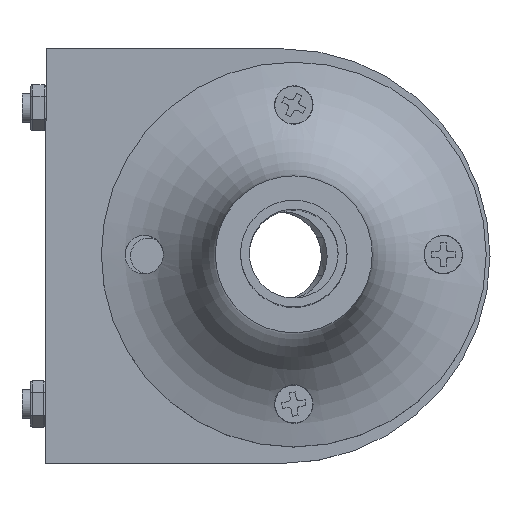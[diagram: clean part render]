
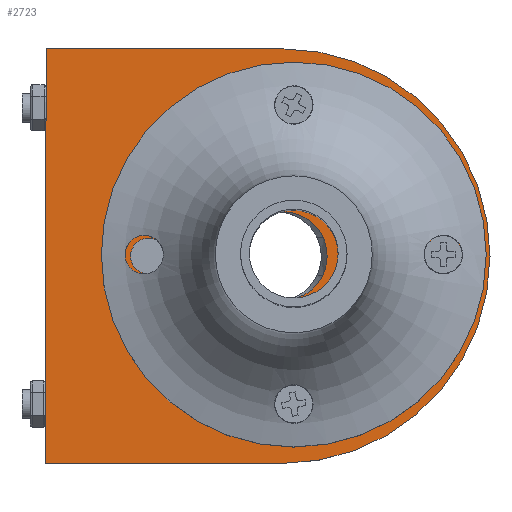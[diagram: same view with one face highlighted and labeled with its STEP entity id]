
A CAD part, top view. The second image highlights one B-rep face of the part: STEP entity #2723.
In plain terms, the highlighted face is planar.
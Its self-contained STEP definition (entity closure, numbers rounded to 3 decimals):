
#1801=CARTESIAN_POINT('',(14.314,-35.0,0.0));
#1802=VERTEX_POINT('',#1801);
#1803=CARTESIAN_POINT('',(17.314,-35.0,0.0));
#1804=DIRECTION('',(0.0,0.0,1.0));
#1805=DIRECTION('',(1.0,0.0,0.0));
#1806=AXIS2_PLACEMENT_3D('',#1803,#1804,#1805);
#1807=CIRCLE('',#1806,3.0);
#1808=EDGE_CURVE('',#1802,#1802,#1807,.T.);
#1849=CARTESIAN_POINT('',(32.5,-35.0,0.0));
#1850=VERTEX_POINT('',#1849);
#1851=CARTESIAN_POINT('',(40.,-35.0,0.0));
#1852=DIRECTION('',(0.0,0.0,1.0));
#1853=DIRECTION('',(1.0,0.0,0.0));
#1854=AXIS2_PLACEMENT_3D('',#1851,#1852,#1853);
#1855=CIRCLE('',#1854,7.5);
#1856=EDGE_CURVE('',#1850,#1850,#1855,.T.);
#2478=CARTESIAN_POINT('',(44.891,-59.998,0.0));
#2479=VERTEX_POINT('',#2478);
#2480=CARTESIAN_POINT('',(41.891,-59.998,0.0));
#2481=DIRECTION('',(0.0,0.0,1.0));
#2482=DIRECTION('',(-1.0,0.0,0.0));
#2483=AXIS2_PLACEMENT_3D('',#2480,#2481,#2482);
#2484=CIRCLE('',#2483,3.);
#2485=EDGE_CURVE('',#2479,#2479,#2484,.T.);
#2498=CARTESIAN_POINT('',(44.891,-10.,0.0));
#2499=VERTEX_POINT('',#2498);
#2500=CARTESIAN_POINT('',(41.891,-10.,0.0));
#2501=DIRECTION('',(0.0,0.0,1.0));
#2502=DIRECTION('',(-1.0,0.0,0.0));
#2503=AXIS2_PLACEMENT_3D('',#2500,#2501,#2502);
#2504=CIRCLE('',#2503,3.);
#2505=EDGE_CURVE('',#2499,#2499,#2504,.T.);
#2518=CARTESIAN_POINT('',(70.,-35.,0.0));
#2519=VERTEX_POINT('',#2518);
#2520=CARTESIAN_POINT('',(67.,-35.,0.0));
#2521=DIRECTION('',(0.0,0.0,1.0));
#2522=DIRECTION('',(-1.0,0.0,0.0));
#2523=AXIS2_PLACEMENT_3D('',#2520,#2521,#2522);
#2524=CIRCLE('',#2523,3.);
#2525=EDGE_CURVE('',#2519,#2519,#2524,.T.);
#2600=CARTESIAN_POINT('',(0.0,0.0,0.0));
#2601=VERTEX_POINT('',#2600);
#2608=CARTESIAN_POINT('',(0.0,-70.0,0.0));
#2609=VERTEX_POINT('',#2608);
#2610=CARTESIAN_POINT('',(0.0,0.0,0.0));
#2611=DIRECTION('',(0.0,-1.0,0.0));
#2612=VECTOR('',#2611,70.0);
#2613=LINE('',#2610,#2612);
#2614=EDGE_CURVE('',#2601,#2609,#2613,.T.);
#2636=CARTESIAN_POINT('',(40.,0.0,0.0));
#2637=VERTEX_POINT('',#2636);
#2644=CARTESIAN_POINT('',(40.,0.0,0.0));
#2645=DIRECTION('',(-1.0,0.0,0.0));
#2646=VECTOR('',#2645,40.);
#2647=LINE('',#2644,#2646);
#2648=EDGE_CURVE('',#2637,#2601,#2647,.T.);
#2660=CARTESIAN_POINT('',(40.,-70.,0.0));
#2661=VERTEX_POINT('',#2660);
#2668=CARTESIAN_POINT('',(40.,-35.0,0.0));
#2669=DIRECTION('',(0.0,0.0,1.0));
#2670=DIRECTION('',(0.0,-1.0,0.0));
#2671=AXIS2_PLACEMENT_3D('',#2668,#2669,#2670);
#2672=CIRCLE('',#2671,35.0);
#2673=EDGE_CURVE('',#2661,#2637,#2672,.T.);
#2686=CARTESIAN_POINT('',(0.0,-70.0,0.0));
#2687=DIRECTION('',(1.0,0.0,0.0));
#2688=VECTOR('',#2687,40.);
#2689=LINE('',#2686,#2688);
#2690=EDGE_CURVE('',#2609,#2661,#2689,.T.);
#2697=CARTESIAN_POINT('',(32.297,-35.,0.0));
#2698=DIRECTION('',(0.0,0.0,1.0));
#2699=DIRECTION('',(1.0,0.0,0.0));
#2700=AXIS2_PLACEMENT_3D('',#2697,#2698,#2699);
#2701=PLANE('',#2700);
#2702=ORIENTED_EDGE('',*,*,#2614,.F.);
#2703=ORIENTED_EDGE('',*,*,#2648,.F.);
#2704=ORIENTED_EDGE('',*,*,#2673,.F.);
#2705=ORIENTED_EDGE('',*,*,#2690,.F.);
#2706=EDGE_LOOP('',(#2702,#2703,#2704,#2705));
#2707=FACE_OUTER_BOUND('',#2706,.T.);
#2708=ORIENTED_EDGE('',*,*,#1808,.T.);
#2709=EDGE_LOOP('',(#2708));
#2710=FACE_BOUND('',#2709,.T.);
#2711=ORIENTED_EDGE('',*,*,#1856,.T.);
#2712=EDGE_LOOP('',(#2711));
#2713=FACE_BOUND('',#2712,.T.);
#2714=ORIENTED_EDGE('',*,*,#2485,.T.);
#2715=EDGE_LOOP('',(#2714));
#2716=FACE_BOUND('',#2715,.T.);
#2717=ORIENTED_EDGE('',*,*,#2505,.T.);
#2718=EDGE_LOOP('',(#2717));
#2719=FACE_BOUND('',#2718,.T.);
#2720=ORIENTED_EDGE('',*,*,#2525,.T.);
#2721=EDGE_LOOP('',(#2720));
#2722=FACE_BOUND('',#2721,.T.);
#2723=ADVANCED_FACE('',(#2707,#2710,#2713,#2716,#2719,#2722),#2701,.F.);
